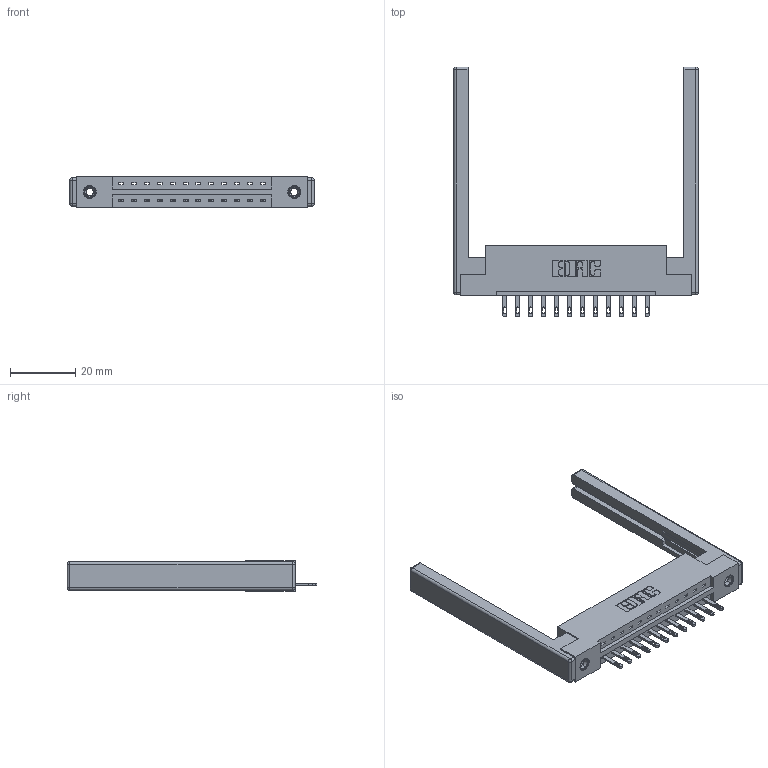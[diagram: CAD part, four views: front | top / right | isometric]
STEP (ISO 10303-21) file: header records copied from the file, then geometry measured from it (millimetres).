
FILE_DESCRIPTION (( 'STEP AP203' ), '1' );
FILE_NAME ('337-012-500-168.STEP', '2019-09-27T23:38:10', ( '' ), ( '' ), 'SwSTEP 2.0', 'SolidWorks 2016', '' );
FILE_SCHEMA (( 'CONFIG_CONTROL_DESIGN' ));
Length unit declared in the file: inch
Products named in the file (5): 345-292-001_345-293-100; 307-220-068; 337-012-500-168; 337 Part_Flush Mounting Lugs - 0.156 Dia-TI; 345-250-001_345-250-001-102
Assembly tree (17 placements, depth 2):
  337-012-500-168
    337 Part_Flush Mounting Lugs - 0.156 Dia-TI
    345-292-001_345-293-100  x12
    345-250-001_345-250-001-102  x2
    307-220-068  x2
Bounding box: 74.98 x 76.59 x 9.4 mm (x, y, z)
Volume: 11816.2 mm3; surface area: 11626.8 mm2
Topology: 17 solids, 17 shells, 964 faces, 2861 edges, 1886 vertices
Faces by surface type: plane 638, cylinder 302, cone 12, sphere 8, torus 4
Entity records: 15490 total; most frequent: CARTESIAN_POINT 2651, ORIENTED_EDGE 2588, DIRECTION 2368, EDGE_CURVE 1294, VECTOR 1112, LINE 1112, VERTEX_POINT 854, AXIS2_PLACEMENT_3D 628
